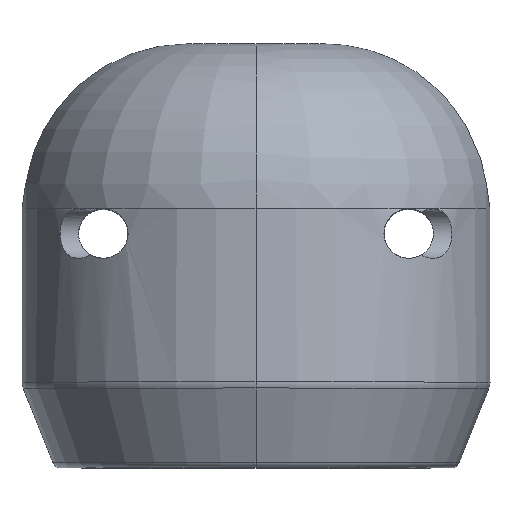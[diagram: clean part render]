
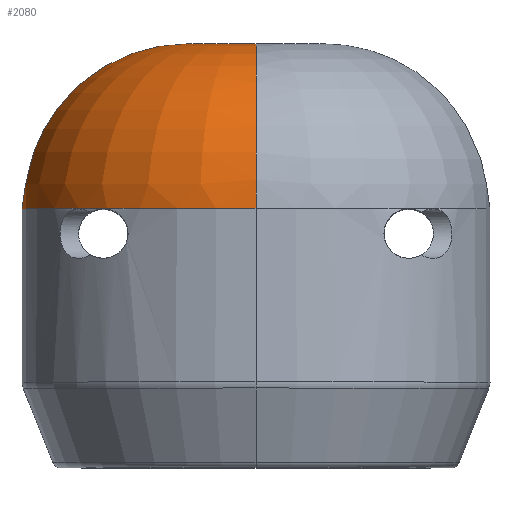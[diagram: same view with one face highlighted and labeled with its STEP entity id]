
A CAD part, top view. The second image highlights one B-rep face of the part: STEP entity #2080.
In plain terms, the highlighted toroidal (fillet/blend) face has major radius 4.2 mm and minor radius 10 mm.
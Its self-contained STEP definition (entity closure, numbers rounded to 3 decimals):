
#95 = CIRCLE ( 'NONE', #1895, 10. ) ;
#124 = CIRCLE ( 'NONE', #1965, 4.2 ) ;
#198 = CIRCLE ( 'NONE', #1958, 14.2 ) ;
#240 = TOROIDAL_SURFACE ( 'NONE', #2011, 4.2, 10. ) ;
#273 = FACE_OUTER_BOUND ( 'NONE', #1436, .T. ) ;
#380 = CARTESIAN_POINT ( 'NONE',  ( -7.763, 0., -11.587 ) ) ;
#381 = CARTESIAN_POINT ( 'NONE',  ( -7.763, 0.291, -11.506 ) ) ;
#384 = CARTESIAN_POINT ( 'NONE',  ( -7.746, 0.582, -11.42 ) ) ;
#395 = CARTESIAN_POINT ( 'NONE',  ( -7.682, 1.152, -11.238 ) ) ;
#437 = CARTESIAN_POINT ( 'NONE',  ( -1.479, 7.623, -5.694 ) ) ;
#438 = CARTESIAN_POINT ( 'NONE',  ( -6.516, 4.252, -9.876 ) ) ;
#439 = CARTESIAN_POINT ( 'NONE',  ( -7.434, 2.252, -10.836 ) ) ;
#440 = CARTESIAN_POINT ( 'NONE',  ( -2.367, 7.397, -6.476 ) ) ;
#443 = CARTESIAN_POINT ( 'NONE',  ( -6.797, 3.79, -10.134 ) ) ;
#444 = CARTESIAN_POINT ( 'NONE',  ( -4.933, 5.999, -8.559 ) ) ;
#446 = CARTESIAN_POINT ( 'NONE',  ( -7.252, 2.782, -10.613 ) ) ;
#448 = CARTESIAN_POINT ( 'NONE',  ( -7.147, 3.042, -10.496 ) ) ;
#449 = CARTESIAN_POINT ( 'NONE',  ( -1.701, 7.577, -5.895 ) ) ;
#450 = CARTESIAN_POINT ( 'NONE',  ( -3.469, 6.962, -7.39 ) ) ;
#451 = CARTESIAN_POINT ( 'NONE',  ( -1.043, 7.695, -5.285 ) ) ;
#452 = CARTESIAN_POINT ( 'NONE',  ( -5.504, 5.481, -9.019 ) ) ;
#453 = CARTESIAN_POINT ( 'NONE',  ( -4.734, 6.157, -8.4 ) ) ;
#454 = CARTESIAN_POINT ( 'NONE',  ( -2.145, 7.464, -6.286 ) ) ;
#455 = CARTESIAN_POINT ( 'NONE',  ( -0.407, 7.752, -4.645 ) ) ;
#456 = CARTESIAN_POINT ( 'NONE',  ( 0., 7.762, -4.2 ) ) ;
#461 = CARTESIAN_POINT ( 'NONE',  ( -0.827, 7.721, -5.076 ) ) ;
#464 = CARTESIAN_POINT ( 'NONE',  ( -0.099, 7.763, -4.312 ) ) ;
#466 = CARTESIAN_POINT ( 'NONE',  ( -7.635, 1.432, -11.143 ) ) ;
#470 = CARTESIAN_POINT ( 'NONE',  ( -3.03, 7.162, -7.034 ) ) ;
#474 = CARTESIAN_POINT ( 'NONE',  ( -5.861, 5.097, -9.314 ) ) ;
#477 = CARTESIAN_POINT ( 'NONE',  ( -0.511, 7.746, -4.754 ) ) ;
#481 = CARTESIAN_POINT ( 'NONE',  ( -4.324, 6.452, -8.073 ) ) ;
#483 = CARTESIAN_POINT ( 'NONE',  ( -4.112, 6.588, -7.905 ) ) ;
#484 = CARTESIAN_POINT ( 'NONE',  ( -0.201, 7.761, -4.425 ) ) ;
#485 = CARTESIAN_POINT ( 'NONE',  ( -7.511, 1.982, -10.942 ) ) ;
#486 = CARTESIAN_POINT ( 'NONE',  ( -5.318, 5.661, -8.868 ) ) ;
#487 = CARTESIAN_POINT ( 'NONE',  ( -6.033, 4.892, -9.458 ) ) ;
#801 = CARTESIAN_POINT ( 'NONE',  ( 0., 7.762, 0. ) ) ;
#830 = DIRECTION ( 'NONE',  ( 0., 0., 1. ) ) ;
#838 = DIRECTION ( 'NONE',  ( 0., 1., 0. ) ) ;
#927 = DIRECTION ( 'NONE',  ( 0., 0., 1. ) ) ;
#940 = CARTESIAN_POINT ( 'NONE',  ( 0., -2.237, 0. ) ) ;
#964 = DIRECTION ( 'NONE',  ( 0., 1., 0. ) ) ;
#971 = CARTESIAN_POINT ( 'NONE',  ( -7.762, -0.751, -11.794 ) ) ;
#998 = CARTESIAN_POINT ( 'NONE',  ( -7.656, -1.498, -11.962 ) ) ;
#1012 = CARTESIAN_POINT ( 'NONE',  ( -7.433, -2.237, -12.099 ) ) ;
#1016 = CARTESIAN_POINT ( 'NONE',  ( -7.763, 0., -11.587 ) ) ;
#1166 = DIRECTION ( 'NONE',  ( 0., 0., 1. ) ) ;
#1168 = CARTESIAN_POINT ( 'NONE',  ( 0., -2.238, 0. ) ) ;
#1183 = DIRECTION ( 'NONE',  ( 0., 1., 0. ) ) ;
#1302 = ORIENTED_EDGE ( 'NONE', *, *, #1642, .F. ) ;
#1320 = ORIENTED_EDGE ( 'NONE', *, *, #1716, .T. ) ;
#1326 = ORIENTED_EDGE ( 'NONE', *, *, #1697, .F. ) ;
#1330 = VERTEX_POINT ( 'NONE', #1746 ) ;
#1336 = VERTEX_POINT ( 'NONE', #1753 ) ;
#1348 = ORIENTED_EDGE ( 'NONE', *, *, #1724, .F. ) ;
#1360 = VERTEX_POINT ( 'NONE', #1757 ) ;
#1363 = VERTEX_POINT ( 'NONE', #1761 ) ;
#1369 = ORIENTED_EDGE ( 'NONE', *, *, #1607, .T. ) ;
#1436 = EDGE_LOOP ( 'NONE', ( #1320, #1369, #1326, #1302, #1348 ) ) ;
#1439 = VERTEX_POINT ( 'NONE', #1800 ) ;
#1568 = B_SPLINE_CURVE_WITH_KNOTS ( 'NONE', 3,
 ( #380, #381, #384, #395, #466, #485, #439, #446, #448, #443, #438, #487, #474, #452, #486, #444, #453, #481, #483, #450, #470, #440, #454, #449, #437, #451, #461, #477, #455, #484, #464, #456 ),
 .UNSPECIFIED., .F., .F.,
 ( 4, 2, 2, 2, 2, 2, 2, 2, 2, 2, 2, 2, 2, 2, 2, 4 ),
 ( 0.002, 0.003, 0.004, 0.005, 0.006, 0.008, 0.009, 0.009, 0.01, 0.011, 0.013, 0.014, 0.015, 0.016, 0.016, 0.017 ),
 .UNSPECIFIED. ) ;
#1591 = B_SPLINE_CURVE_WITH_KNOTS ( 'NONE', 3,
 ( #1012, #998, #971, #1016 ),
 .UNSPECIFIED., .F., .F.,
 ( 4, 4 ),
 ( 0., 0.002 ),
 .UNSPECIFIED. ) ;
#1607 = EDGE_CURVE ( 'NONE', #1330, #1336, #95, .T. ) ;
#1642 = EDGE_CURVE ( 'NONE', #1363, #1439, #1568, .T. ) ;
#1697 = EDGE_CURVE ( 'NONE', #1439, #1336, #124, .T. ) ;
#1716 = EDGE_CURVE ( 'NONE', #1360, #1330, #198, .T. ) ;
#1724 = EDGE_CURVE ( 'NONE', #1360, #1363, #1591, .T. ) ;
#1746 = CARTESIAN_POINT ( 'NONE',  ( 0., -2.237, 14.2 ) ) ;
#1753 = CARTESIAN_POINT ( 'NONE',  ( 0., 7.762, 4.2 ) ) ;
#1757 = CARTESIAN_POINT ( 'NONE',  ( -7.433, -2.237, -12.099 ) ) ;
#1761 = CARTESIAN_POINT ( 'NONE',  ( -7.763, 0., -11.587 ) ) ;
#1800 = CARTESIAN_POINT ( 'NONE',  ( 0., 7.762, -4.2 ) ) ;
#1843 = CARTESIAN_POINT ( 'NONE',  ( 0., -2.238, 4.2 ) ) ;
#1848 = DIRECTION ( 'NONE',  ( -1., 0., 0. ) ) ;
#1862 = DIRECTION ( 'NONE',  ( 0., 0., 1. ) ) ;
#1895 = AXIS2_PLACEMENT_3D ( 'NONE', #1843, #1848, #1862 ) ;
#1958 = AXIS2_PLACEMENT_3D ( 'NONE', #940, #964, #927 ) ;
#1965 = AXIS2_PLACEMENT_3D ( 'NONE', #801, #838, #830 ) ;
#2011 = AXIS2_PLACEMENT_3D ( 'NONE', #1168, #1183, #1166 ) ;
#2080 = ADVANCED_FACE ( 'NONE', ( #273 ), #240, .T. ) ;
